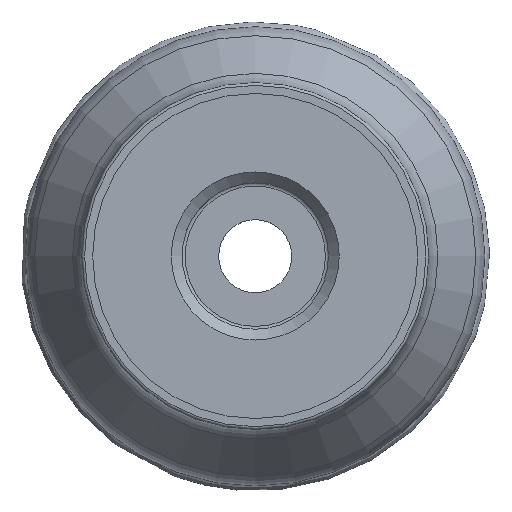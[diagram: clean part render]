
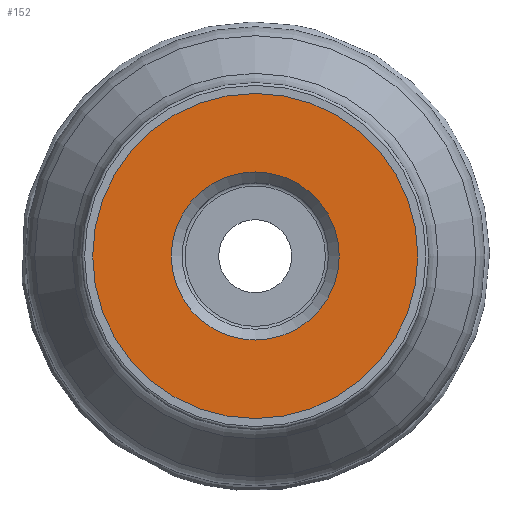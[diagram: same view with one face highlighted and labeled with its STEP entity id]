
A CAD part, top view. The second image highlights one B-rep face of the part: STEP entity #152.
In plain terms, the highlighted planar face has unit normal (0, 0, 1).
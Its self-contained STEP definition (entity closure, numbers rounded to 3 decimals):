
#126=PLANE('',#613);
#152=ADVANCED_FACE('CLONE_TP_FACE',(#211,#212),#126,.T.);
#211=FACE_BOUND('',#264,.T.);
#212=FACE_BOUND('',#265,.T.);
#264=EDGE_LOOP('',(#316));
#265=EDGE_LOOP('',(#317));
#316=ORIENTED_EDGE('',*,*,#360,.T.);
#317=ORIENTED_EDGE('',*,*,#361,.T.);
#333=VERTEX_POINT('',#857);
#334=VERTEX_POINT('',#860);
#360=EDGE_CURVE('',#333,#333,#386,.T.);
#361=EDGE_CURVE('',#334,#334,#387,.T.);
#386=CIRCLE('',#591,30.);
#387=CIRCLE('',#593,15.505);
#591=AXIS2_PLACEMENT_3D('',#856,#706,#707);
#593=AXIS2_PLACEMENT_3D('',#859,#710,#711);
#613=AXIS2_PLACEMENT_3D('',#889,#750,#751);
#706=DIRECTION('',(0.,0.,1.));
#707=DIRECTION('',(0.,1.,0.));
#710=DIRECTION('',(0.,0.,-1.));
#711=DIRECTION('',(0.,1.,0.));
#750=DIRECTION('',(0.,0.,1.));
#751=DIRECTION('',(0.,1.,0.));
#856=CARTESIAN_POINT('',(0.,0.,0.));
#857=CARTESIAN_POINT('',(0.,30.,0.));
#859=CARTESIAN_POINT('',(0.,0.,0.));
#860=CARTESIAN_POINT('',(0.,15.505,0.));
#889=CARTESIAN_POINT('',(13.505,0.,0.));
